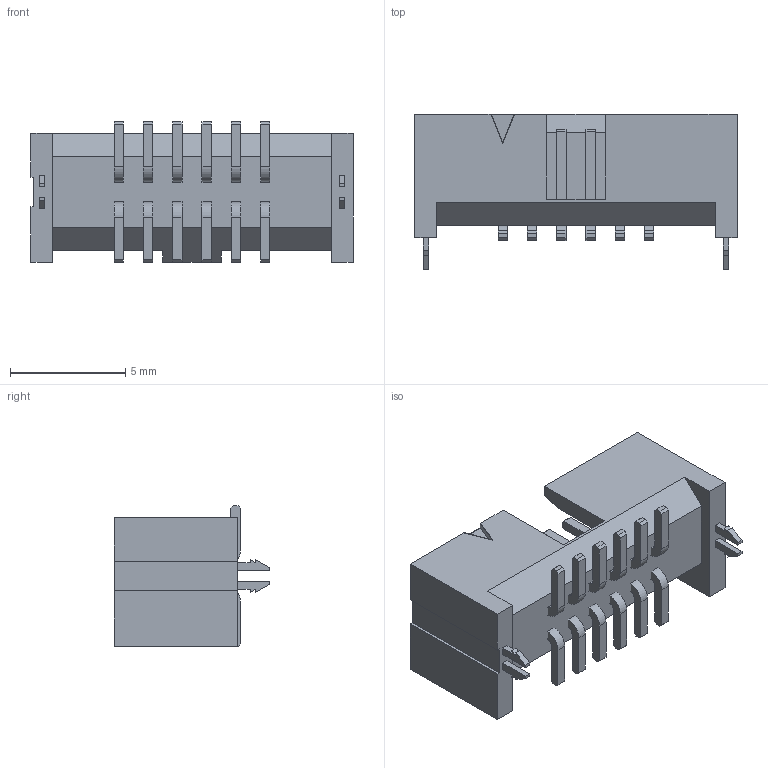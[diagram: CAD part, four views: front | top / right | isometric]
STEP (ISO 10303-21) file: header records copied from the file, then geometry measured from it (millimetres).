
FILE_DESCRIPTION(('FreeCAD Model'),'2;1');
FILE_NAME('SHF_106_01_L_D_SM_LC_cp.step', '2019-03-20T09:05:04',('kicad StepUp'),('ksu MCAD'), 'Open CASCADE STEP processor 7.2','FreeCAD','Unknown');
FILE_SCHEMA(('AUTOMOTIVE_DESIGN { 1 0 10303 214 1 1 1 1 }'));
Length unit declared in the file: millimetre
Products named in the file (1): SHF_106_01_L_D_SM_LC_cp
Bounding box: 13.97 x 6.73 x 6.1 mm (x, y, z)
Volume: 191.3 mm3; surface area: 604.8 mm2
Topology: 3 solids, 3 shells, 272 faces, 782 edges, 520 vertices
Faces by surface type: plane 248, cylinder 24
Entity records: 10676 total; most frequent: CARTESIAN_POINT 1575, ORIENTED_EDGE 1564, DIRECTION 1376, EDGE_CURVE 782, LINE 734, VECTOR 734, VERTEX_POINT 520, AXIS2_PLACEMENT_3D 321
